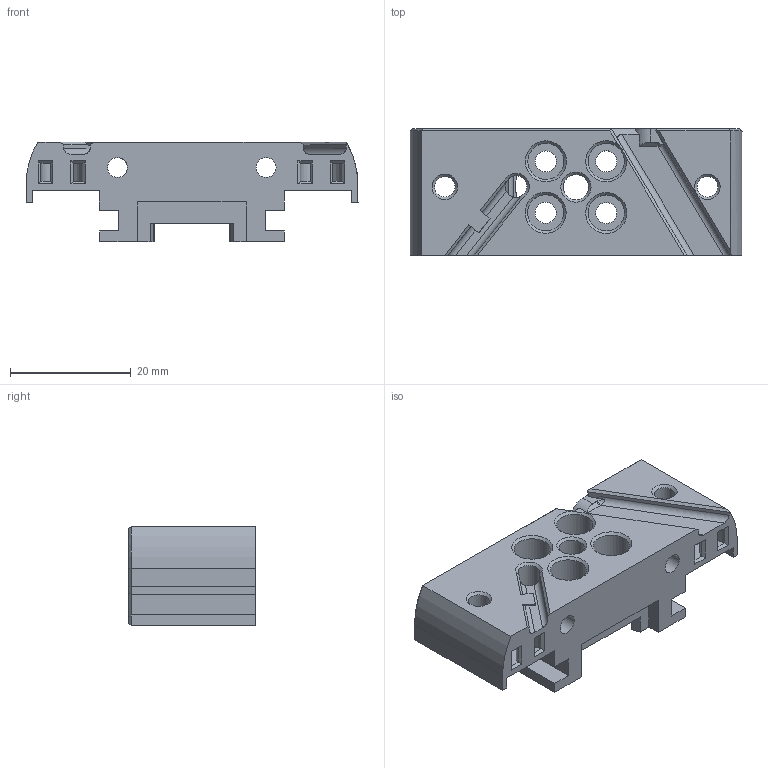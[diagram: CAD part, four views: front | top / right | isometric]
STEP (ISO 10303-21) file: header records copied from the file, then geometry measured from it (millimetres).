
FILE_DESCRIPTION(/* description */ ('','CAx-IF Rec.Pracs.---Representation and Presentation of Product Manufacturing Information (PMI)---4.0---2014-10-13'),/* implementation_level */ '2;1');
FILE_NAME(/* name */ 'Hex-Burner_Revo_PZ_Sherpa_Mount.step',/* time_stamp */ '2025-02-08T08:46:52-06:00',/* author */ (''),/* organization */ (''),/* preprocessor_version */ 'ST-DEVELOPER v20',/* originating_system */ 'Autodesk Translation Framework v13.20.0.188',/* authorisation */ '');
FILE_SCHEMA (('AP242_MANAGED_MODEL_BASED_3D_ENGINEERING_MIM_LF { 1 0 10303 442 1 1 4 }'));
Length unit declared in the file: millimetre
Products named in the file (2): revo mount'; RevoVoron_Mount
Assembly tree (1 placements, depth 2):
  revo mount'
    RevoVoron_Mount
Bounding box: 55 x 21 x 16.5 mm (x, y, z)
Volume: 10244.4 mm3; surface area: 6597.4 mm2
Topology: 1 solids, 1 shells, 149 faces, 407 edges, 262 vertices
Faces by surface type: plane 101, cylinder 32, cone 14, bspline 2
Full cylindrical faces by diameter (mm): 3.3 x2, 3.417 x2, 3.5 x4, 3.6 x1, 4.2 x1, 4.7 x2, 6 x4
Entity records: 4914 total; most frequent: CARTESIAN_POINT 972, ORIENTED_EDGE 814, DIRECTION 801, EDGE_CURVE 407, LINE 285, VECTOR 285, VERTEX_POINT 262, AXIS2_PLACEMENT_3D 258
